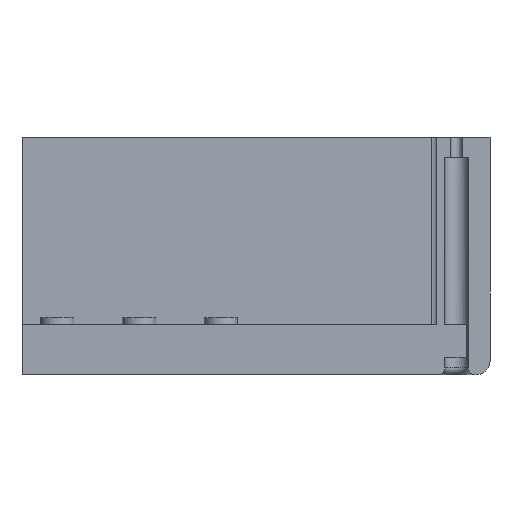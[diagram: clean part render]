
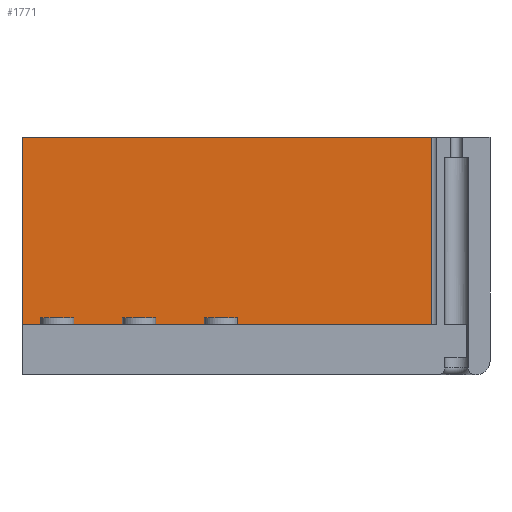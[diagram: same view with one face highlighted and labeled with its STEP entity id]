
A CAD part, front view. The second image highlights one B-rep face of the part: STEP entity #1771.
In plain terms, the highlighted planar face has unit normal (0, -1, 0).
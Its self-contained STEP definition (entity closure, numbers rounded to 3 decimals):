
#306=FACE_OUTER_BOUND('',#429,.T.);
#429=EDGE_LOOP('',(#1599,#1600,#1601,#1602,#1603,#1604));
#448=LINE('',#2570,#582);
#488=LINE('',#2707,#622);
#493=LINE('',#2733,#627);
#497=LINE('',#2759,#631);
#506=LINE('',#2797,#640);
#570=LINE('',#3107,#704);
#582=VECTOR('',#2017,10.);
#622=VECTOR('',#2131,10.);
#627=VECTOR('',#2156,10.);
#631=VECTOR('',#2164,10.);
#640=VECTOR('',#2201,10.);
#704=VECTOR('',#2511,10.);
#716=VERTEX_POINT('',#2567);
#717=VERTEX_POINT('',#2569);
#777=VERTEX_POINT('',#2706);
#788=VERTEX_POINT('',#2731);
#792=VERTEX_POINT('',#2758);
#801=VERTEX_POINT('',#2790);
#882=EDGE_CURVE('',#717,#716,#448,.T.);
#951=EDGE_CURVE('',#717,#777,#488,.F.);
#965=EDGE_CURVE('',#716,#788,#493,.T.);
#970=EDGE_CURVE('',#788,#792,#497,.T.);
#987=EDGE_CURVE('',#801,#792,#506,.T.);
#1115=EDGE_CURVE('',#777,#801,#570,.T.);
#1599=ORIENTED_EDGE('',*,*,#882,.T.);
#1600=ORIENTED_EDGE('',*,*,#965,.T.);
#1601=ORIENTED_EDGE('',*,*,#970,.T.);
#1602=ORIENTED_EDGE('',*,*,#987,.F.);
#1603=ORIENTED_EDGE('',*,*,#1115,.F.);
#1604=ORIENTED_EDGE('',*,*,#951,.F.);
#1684=PLANE('',#1984);
#1771=ADVANCED_FACE('',(#306),#1684,.F.);
#1984=AXIS2_PLACEMENT_3D('',#3106,#2509,#2510);
#2017=DIRECTION('',(0.,0.,-1.));
#2131=DIRECTION('',(-1.,0.,0.));
#2156=DIRECTION('',(1.,0.,0.));
#2164=DIRECTION('',(0.,0.,-1.));
#2201=DIRECTION('',(-1.,0.,0.));
#2509=DIRECTION('center_axis',(0.,1.,0.));
#2510=DIRECTION('ref_axis',(1.,0.,0.));
#2511=DIRECTION('',(0.,0.,-1.));
#2567=CARTESIAN_POINT('',(10.,125.,5.));
#2569=CARTESIAN_POINT('',(10.,125.,61.));
#2570=CARTESIAN_POINT('',(10.,125.,32.749));
#2706=CARTESIAN_POINT('',(132.584,125.,61.));
#2707=CARTESIAN_POINT('',(-93.5,125.,61.));
#2731=CARTESIAN_POINT('',(15.,125.,5.));
#2733=CARTESIAN_POINT('',(-83.5,125.,5.));
#2758=CARTESIAN_POINT('',(15.,125.,-1.));
#2759=CARTESIAN_POINT('',(15.,125.,17.5));
#2790=CARTESIAN_POINT('',(132.584,125.,-1.));
#2797=CARTESIAN_POINT('',(-89.75,125.,-1.));
#3106=CARTESIAN_POINT('Origin',(-157.,125.,40.));
#3107=CARTESIAN_POINT('',(132.584,125.,-5.));
